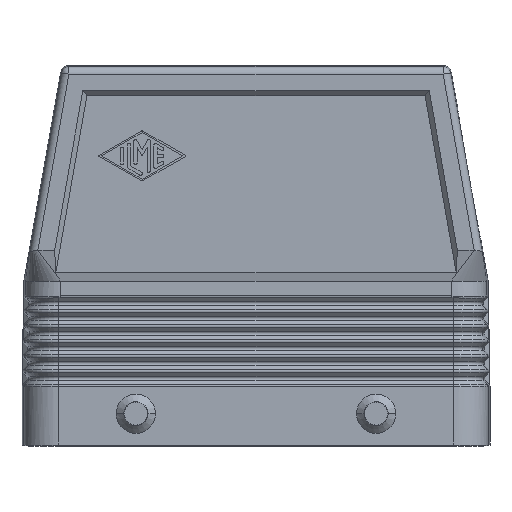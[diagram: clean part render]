
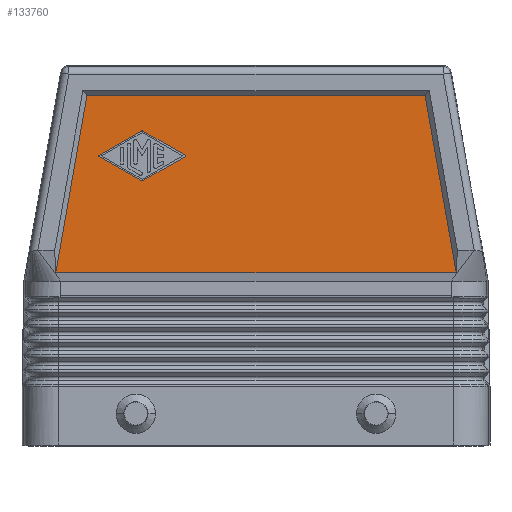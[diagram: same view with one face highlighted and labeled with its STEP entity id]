
A CAD part, left-side view. The second image highlights one B-rep face of the part: STEP entity #133760.
In plain terms, the highlighted planar face has unit normal (-1, 0, 0).
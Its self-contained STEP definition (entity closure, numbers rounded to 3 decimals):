
#65290=CARTESIAN_POINT('',(374.083,-12.317,
48.893));
#65300=DIRECTION('',(1.,0.,0.));
#65310=DIRECTION('',(0.,1.,0.));
#65320=AXIS2_PLACEMENT_3D('',#65290,#65300,#65310);
#65330=PLANE('',#65320);
#69290=CARTESIAN_POINT('',(374.083,48.488,
58.088));
#69300=VERTEX_POINT('',#69290);
#69470=CARTESIAN_POINT('',(374.083,40.072,
53.277));
#69480=VERTEX_POINT('',#69470);
#69510=CARTESIAN_POINT('',(374.083,44.373,
55.735));
#69520=DIRECTION('',(0.,0.868,0.496));
#69530=VECTOR('',#69520,1.);
#69540=LINE('',#69510,#69530);
#69550=EDGE_CURVE('',#69480,#69300,#69540,.T.);
#71220=CARTESIAN_POINT('',(374.083,39.741,
53.277));
#71230=VERTEX_POINT('',#71220);
#71400=CARTESIAN_POINT('',(374.083,31.324,
58.088));
#71410=VERTEX_POINT('',#71400);
#71440=CARTESIAN_POINT('',(374.083,44.373,
50.63));
#71450=DIRECTION('',(0.,0.868,-0.496));
#71460=VECTOR('',#71450,1.);
#71470=LINE('',#71440,#71460);
#71480=EDGE_CURVE('',#71410,#71230,#71470,.T.);
#76480=CARTESIAN_POINT('',(374.083,48.488,
58.377));
#76490=VERTEX_POINT('',#76480);
#76620=CARTESIAN_POINT('',(374.083,48.405,
58.233));
#76630=DIRECTION('',(-1.,0.,0.));
#76640=DIRECTION('',(0.,-1.,0.));
#76650=AXIS2_PLACEMENT_3D('',#76620,#76630,#76640);
#76660=CIRCLE('',#76650,0.167);
#76670=EDGE_CURVE('',#76490,#69300,#76660,.T.);
#85090=CARTESIAN_POINT('',(374.083,31.324,
58.377));
#85100=VERTEX_POINT('',#85090);
#85130=CARTESIAN_POINT('',(374.083,31.407,
58.233));
#85140=DIRECTION('',(-1.,0.,0.));
#85150=DIRECTION('',(0.,-1.,0.));
#85160=AXIS2_PLACEMENT_3D('',#85130,#85140,#85150);
#85170=CIRCLE('',#85160,0.167);
#85180=EDGE_CURVE('',#71410,#85100,#85170,.T.);
#90260=CARTESIAN_POINT('',(374.083,39.906,
53.566));
#90270=DIRECTION('',(-1.,0.,0.));
#90280=DIRECTION('',(0.,-1.,0.));
#90290=AXIS2_PLACEMENT_3D('',#90260,#90270,#90280);
#90300=CIRCLE('',#90290,0.333);
#90310=EDGE_CURVE('',#69480,#71230,#90300,.T.);
#92910=CARTESIAN_POINT('',(374.083,40.072,
63.188));
#92920=VERTEX_POINT('',#92910);
#93040=CARTESIAN_POINT('',(374.083,44.373,
60.73));
#93050=DIRECTION('',(0.,-0.868,0.496));
#93060=VECTOR('',#93050,1.);
#93070=LINE('',#93040,#93060);
#93080=EDGE_CURVE('',#76490,#92920,#93070,.T.);
#100790=CARTESIAN_POINT('',(374.083,39.741,
63.188));
#100800=VERTEX_POINT('',#100790);
#100830=CARTESIAN_POINT('',(374.083,44.373,
65.836));
#100840=DIRECTION('',(0.,-0.868,-0.496));
#100850=VECTOR('',#100840,1.);
#100860=LINE('',#100830,#100850);
#100870=EDGE_CURVE('',#100800,#85100,#100860,.T.);
#122970=CARTESIAN_POINT('',(374.083,39.906,
62.899));
#122980=DIRECTION('',(-1.,0.,0.));
#122990=DIRECTION('',(0.,-1.,0.));
#123000=AXIS2_PLACEMENT_3D('',#122970,#122980,#122990);
#123010=CIRCLE('',#123000,0.333);
#123020=EDGE_CURVE('',#100800,#92920,#123010,.T.);
#132720=CARTESIAN_POINT('',(374.083,50.926,
70.233));
#132730=VERTEX_POINT('',#132720);
#132900=CARTESIAN_POINT('',(374.083,-16.613,
70.233));
#132910=VERTEX_POINT('',#132900);
#132940=CARTESIAN_POINT('',(374.083,44.373,
70.233));
#132950=DIRECTION('',(0.,1.,0.));
#132960=VECTOR('',#132950,1.);
#132970=LINE('',#132940,#132960);
#132980=EDGE_CURVE('',#132910,#132730,#132970,.T.);
#133210=CARTESIAN_POINT('',(374.083,-22.843,
34.87));
#133220=VERTEX_POINT('',#133210);
#133250=CARTESIAN_POINT('',(374.083,-26.831,
12.233));
#133260=DIRECTION('',(0.,0.174,0.985));
#133270=VECTOR('',#133260,1.);
#133280=LINE('',#133250,#133270);
#133290=EDGE_CURVE('',#133220,#132910,#133280,.T.);
#133480=ORIENTED_EDGE('',*,*,#85180,.F.);
#133490=ORIENTED_EDGE('',*,*,#100870,.T.);
#133500=ORIENTED_EDGE('',*,*,#123020,.F.);
#133510=ORIENTED_EDGE('',*,*,#93080,.T.);
#133520=ORIENTED_EDGE('',*,*,#76670,.F.);
#133530=ORIENTED_EDGE('',*,*,#69550,.T.);
#133540=ORIENTED_EDGE('',*,*,#90310,.F.);
#133550=ORIENTED_EDGE('',*,*,#71480,.T.);
#133560=EDGE_LOOP('',(#133550,#133540,#133530,#133520,#133510,#133500,
#133490,#133480));
#133570=FACE_BOUND('',#133560,.T.);
#133580=CARTESIAN_POINT('',(374.083,44.373,
34.87));
#133590=DIRECTION('',(0.,1.,0.));
#133600=VECTOR('',#133590,1.);
#133610=LINE('',#133580,#133600);
#133620=CARTESIAN_POINT('',(374.083,57.156,
34.87));
#133630=VERTEX_POINT('',#133620);
#133640=EDGE_CURVE('',#133220,#133630,#133610,.T.);
#133650=ORIENTED_EDGE('',*,*,#133640,.F.);
#133660=CARTESIAN_POINT('',(374.083,61.144,
12.233));
#133670=DIRECTION('',(0.,-0.174,0.985));
#133680=VECTOR('',#133670,1.);
#133690=LINE('',#133660,#133680);
#133700=EDGE_CURVE('',#133630,#132730,#133690,.T.);
#133710=ORIENTED_EDGE('',*,*,#133700,.F.);
#133720=ORIENTED_EDGE('',*,*,#132980,.T.);
#133730=ORIENTED_EDGE('',*,*,#133290,.T.);
#133740=EDGE_LOOP('',(#133730,#133720,#133710,#133650));
#133750=FACE_OUTER_BOUND('',#133740,.T.);
#133760=ADVANCED_FACE('',(#133570,#133750),#65330,.F.);
